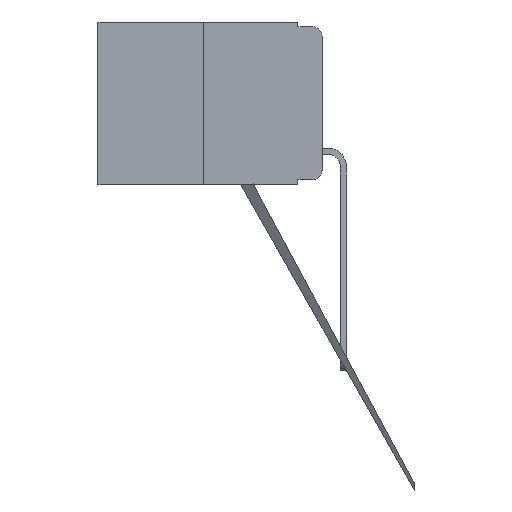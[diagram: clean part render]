
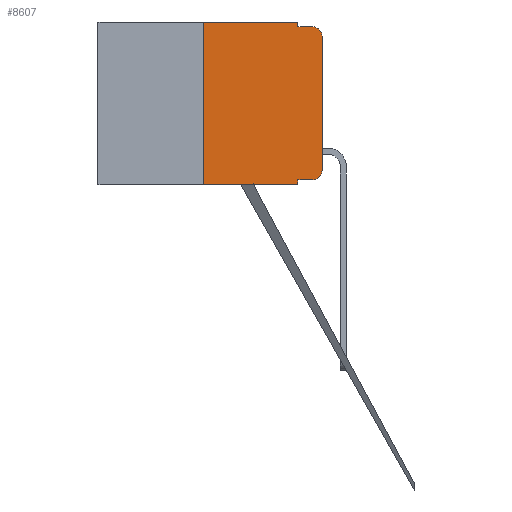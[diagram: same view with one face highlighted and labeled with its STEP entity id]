
A CAD part, left-side view. The second image highlights one B-rep face of the part: STEP entity #8607.
In plain terms, the highlighted planar face has unit normal (-1, 0, 0).
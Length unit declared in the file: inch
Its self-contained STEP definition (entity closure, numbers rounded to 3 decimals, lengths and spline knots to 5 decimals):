
#35 = VECTOR ( 'NONE', #1661, 39.37008 ) ;
#109 = CARTESIAN_POINT ( 'NONE',  ( 0., 0.051, -0.01 ) ) ;
#331 = EDGE_CURVE ( 'NONE', #4606, #3094, #13591, .T. ) ;
#627 = DIRECTION ( 'NONE',  ( 0., 0., -1. ) ) ;
#685 = LINE ( 'NONE', #3376, #1225 ) ;
#1225 = VECTOR ( 'NONE', #1684, 39.37008 ) ;
#1283 = CARTESIAN_POINT ( 'NONE',  ( 0., 0.02, -0.03 ) ) ;
#1371 = VERTEX_POINT ( 'NONE', #9752 ) ;
#1518 = EDGE_CURVE ( 'NONE', #4606, #10772, #10375, .T. ) ;
#1661 = DIRECTION ( 'NONE',  ( 0., -1., 0. ) ) ;
#1684 = DIRECTION ( 'NONE',  ( 0., 0., 1. ) ) ;
#2082 = CIRCLE ( 'NONE', #4819, 0.02 ) ;
#2147 = CIRCLE ( 'NONE', #8267, 0.02 ) ;
#2387 = DIRECTION ( 'NONE',  ( 0., 0., -1. ) ) ;
#2414 = CARTESIAN_POINT ( 'NONE',  ( 0., 0., -0.313 ) ) ;
#2513 = ORIENTED_EDGE ( 'NONE', *, *, #3749, .F. ) ;
#2984 = DIRECTION ( 'NONE',  ( 0., 0., -1. ) ) ;
#3006 = CARTESIAN_POINT ( 'NONE',  ( 0., 0., 0. ) ) ;
#3094 = VERTEX_POINT ( 'NONE', #3257 ) ;
#3257 = CARTESIAN_POINT ( 'NONE',  ( 0., 0.02, -0.333 ) ) ;
#3376 = CARTESIAN_POINT ( 'NONE',  ( 0., 0.25, 0. ) ) ;
#3749 = EDGE_CURVE ( 'NONE', #6779, #11797, #685, .T. ) ;
#3795 = ORIENTED_EDGE ( 'NONE', *, *, #4847, .F. ) ;
#4606 = VERTEX_POINT ( 'NONE', #7514 ) ;
#4705 = CARTESIAN_POINT ( 'NONE',  ( 0., 0.473, -0.343 ) ) ;
#4754 = DIRECTION ( 'NONE',  ( 0., -1., 0. ) ) ;
#4819 = AXIS2_PLACEMENT_3D ( 'NONE', #1283, #12685, #2984 ) ;
#4828 = ORIENTED_EDGE ( 'NONE', *, *, #331, .T. ) ;
#4847 = EDGE_CURVE ( 'NONE', #5149, #18212, #9558, .T. ) ;
#5149 = VERTEX_POINT ( 'NONE', #19752 ) ;
#5193 = VECTOR ( 'NONE', #5339, 39.37008 ) ;
#5339 = DIRECTION ( 'NONE',  ( 0., 0., -1. ) ) ;
#5682 = ORIENTED_EDGE ( 'NONE', *, *, #1518, .F. ) ;
#5986 = EDGE_CURVE ( 'NONE', #18212, #1371, #16206, .T. ) ;
#6312 = VECTOR ( 'NONE', #12815, 39.37008 ) ;
#6410 = EDGE_LOOP ( 'NONE', ( #11675, #9928, #17553, #3795, #10123, #2513, #6690, #5682, #4828, #9754 ) ) ;
#6441 = FACE_OUTER_BOUND ( 'NONE', #6410, .T. ) ;
#6690 = ORIENTED_EDGE ( 'NONE', *, *, #16099, .T. ) ;
#6779 = VERTEX_POINT ( 'NONE', #17264 ) ;
#7514 = CARTESIAN_POINT ( 'NONE',  ( 0., 0.051, -0.333 ) ) ;
#7967 = VECTOR ( 'NONE', #16135, 39.37008 ) ;
#8167 = EDGE_CURVE ( 'NONE', #16594, #1371, #2082, .T. ) ;
#8267 = AXIS2_PLACEMENT_3D ( 'NONE', #19510, #10528, #627 ) ;
#8290 = CARTESIAN_POINT ( 'NONE',  ( 0., 0.25, 0. ) ) ;
#8607 = ADVANCED_FACE ( 'NONE', ( #6441 ), #9063, .F. ) ;
#9063 = PLANE ( 'NONE',  #14693 ) ;
#9167 = CARTESIAN_POINT ( 'NONE',  ( 0., 0.051, -0.343 ) ) ;
#9253 = EDGE_CURVE ( 'NONE', #11224, #16594, #14823, .T. ) ;
#9558 = LINE ( 'NONE', #13317, #5193 ) ;
#9752 = CARTESIAN_POINT ( 'NONE',  ( 0., 0.02, -0.01 ) ) ;
#9754 = ORIENTED_EDGE ( 'NONE', *, *, #19774, .T. ) ;
#9928 = ORIENTED_EDGE ( 'NONE', *, *, #8167, .T. ) ;
#10123 = ORIENTED_EDGE ( 'NONE', *, *, #15350, .F. ) ;
#10375 = LINE ( 'NONE', #17554, #13990 ) ;
#10528 = DIRECTION ( 'NONE',  ( -1., 0., 0. ) ) ;
#10772 = VERTEX_POINT ( 'NONE', #9167 ) ;
#10820 = DIRECTION ( 'NONE',  ( 0., 0., -1. ) ) ;
#10938 = CARTESIAN_POINT ( 'NONE',  ( 0., 0.051, -0.333 ) ) ;
#11224 = VERTEX_POINT ( 'NONE', #2414 ) ;
#11675 = ORIENTED_EDGE ( 'NONE', *, *, #9253, .T. ) ;
#11797 = VERTEX_POINT ( 'NONE', #8290 ) ;
#12610 = LINE ( 'NONE', #12800, #15759 ) ;
#12685 = DIRECTION ( 'NONE',  ( -1., 0., 0. ) ) ;
#12705 = DIRECTION ( 'NONE',  ( 0., 0., 1. ) ) ;
#12800 = CARTESIAN_POINT ( 'NONE',  ( 0., 0.473, 0. ) ) ;
#12815 = DIRECTION ( 'NONE',  ( 0., -1., 0. ) ) ;
#13188 = CARTESIAN_POINT ( 'NONE',  ( 0., 0.051, -0.01 ) ) ;
#13317 = CARTESIAN_POINT ( 'NONE',  ( 0., 0.051, 0. ) ) ;
#13591 = LINE ( 'NONE', #10938, #35 ) ;
#13887 = VECTOR ( 'NONE', #12705, 39.37008 ) ;
#13990 = VECTOR ( 'NONE', #2387, 39.37008 ) ;
#14693 = AXIS2_PLACEMENT_3D ( 'NONE', #15287, #19784, #10820 ) ;
#14823 = LINE ( 'NONE', #3006, #13887 ) ;
#15287 = CARTESIAN_POINT ( 'NONE',  ( 0., 0.473, 0. ) ) ;
#15350 = EDGE_CURVE ( 'NONE', #11797, #5149, #12610, .T. ) ;
#15759 = VECTOR ( 'NONE', #4754, 39.37008 ) ;
#16099 = EDGE_CURVE ( 'NONE', #6779, #10772, #19535, .T. ) ;
#16135 = DIRECTION ( 'NONE',  ( 0., -1., 0. ) ) ;
#16206 = LINE ( 'NONE', #13188, #7967 ) ;
#16594 = VERTEX_POINT ( 'NONE', #19462 ) ;
#17264 = CARTESIAN_POINT ( 'NONE',  ( 0., 0.25, -0.343 ) ) ;
#17553 = ORIENTED_EDGE ( 'NONE', *, *, #5986, .F. ) ;
#17554 = CARTESIAN_POINT ( 'NONE',  ( 0., 0.051, 0. ) ) ;
#18212 = VERTEX_POINT ( 'NONE', #109 ) ;
#19462 = CARTESIAN_POINT ( 'NONE',  ( 0., 0., -0.03 ) ) ;
#19510 = CARTESIAN_POINT ( 'NONE',  ( 0., 0.02, -0.313 ) ) ;
#19535 = LINE ( 'NONE', #4705, #6312 ) ;
#19752 = CARTESIAN_POINT ( 'NONE',  ( 0., 0.051, 0. ) ) ;
#19774 = EDGE_CURVE ( 'NONE', #3094, #11224, #2147, .T. ) ;
#19784 = DIRECTION ( 'NONE',  ( 1., 0., 0. ) ) ;
